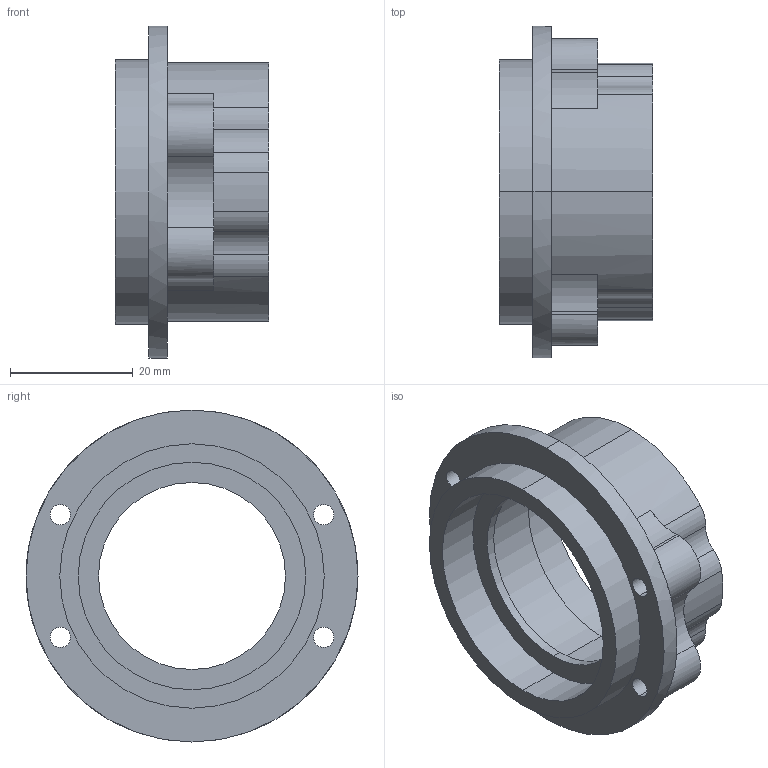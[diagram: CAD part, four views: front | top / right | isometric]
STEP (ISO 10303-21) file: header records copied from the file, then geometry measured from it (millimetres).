
FILE_DESCRIPTION (( 'STEP AP203' ), '1' );
FILE_NAME ('2808MH1-shell.STEP', '2024-12-24T21:56:30', ( '' ), ( '' ), 'SwSTEP 2.0', 'SolidWorks 2024', '' );
FILE_SCHEMA (( 'CONFIG_CONTROL_DESIGN' ));
Length unit declared in the file: millimetre
Products named in the file (1): 2808MH1-shell
Bounding box: 25 x 54 x 54 mm (x, y, z)
Volume: 14277.4 mm3; surface area: 9904.4 mm2
Topology: 1 solids, 1 shells, 63 faces, 167 edges, 110 vertices
Faces by surface type: cylinder 51, plane 12
Entity records: 2120 total; most frequent: DIRECTION 409, CARTESIAN_POINT 341, ORIENTED_EDGE 334, AXIS2_PLACEMENT_3D 178, EDGE_CURVE 167, CIRCLE 114, VERTEX_POINT 110, EDGE_LOOP 77
